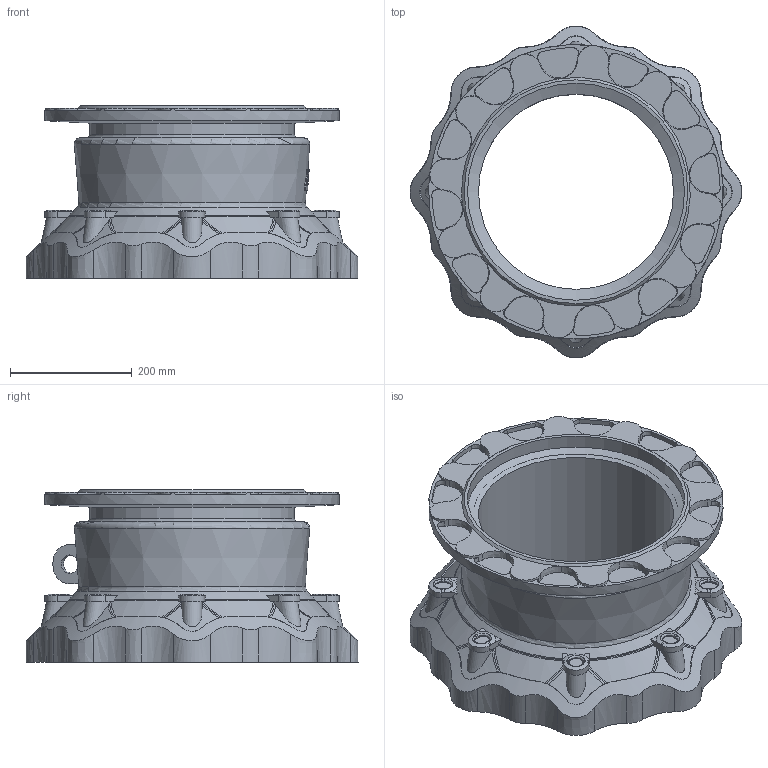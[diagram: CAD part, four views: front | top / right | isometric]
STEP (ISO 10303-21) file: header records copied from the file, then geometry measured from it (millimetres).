
FILE_DESCRIPTION (( 'STEP AP203' ), '1' );
FILE_NAME ('O_633_00_DN300_AA1_step.step', '2016-05-19T07:55:24', ( 'Windows User' ), ( 'AVK' ), 'SwSTEP 2.0', 'SolidWorks 2012', '' );
FILE_SCHEMA (( 'CONFIG_CONTROL_DESIGN' ));
Length unit declared in the file: millimetre
Products named in the file (1): O_633_00_DN300_AA1_step
Bounding box: 544.56 x 544.56 x 282.8 mm (x, y, z)
Volume: 16467965.7 mm3; surface area: 1089625.1 mm2
Topology: 1 solids, 1 shells, 464 faces, 1304 edges, 847 vertices
Faces by surface type: bspline 170, plane 129, cone 86, cylinder 44, torus 35
Full cylindrical faces by diameter (mm): 30 x1, 320 x1, 336 x1, 356 x2, 483 x1
Entity records: 32737 total; most frequent: CARTESIAN_POINT 22613, ORIENTED_EDGE 2530, DIRECTION 1558, EDGE_CURVE 1265, VERTEX_POINT 833, AXIS2_PLACEMENT_3D 686, B_SPLINE_CURVE_WITH_KNOTS 606, EDGE_LOOP 498
